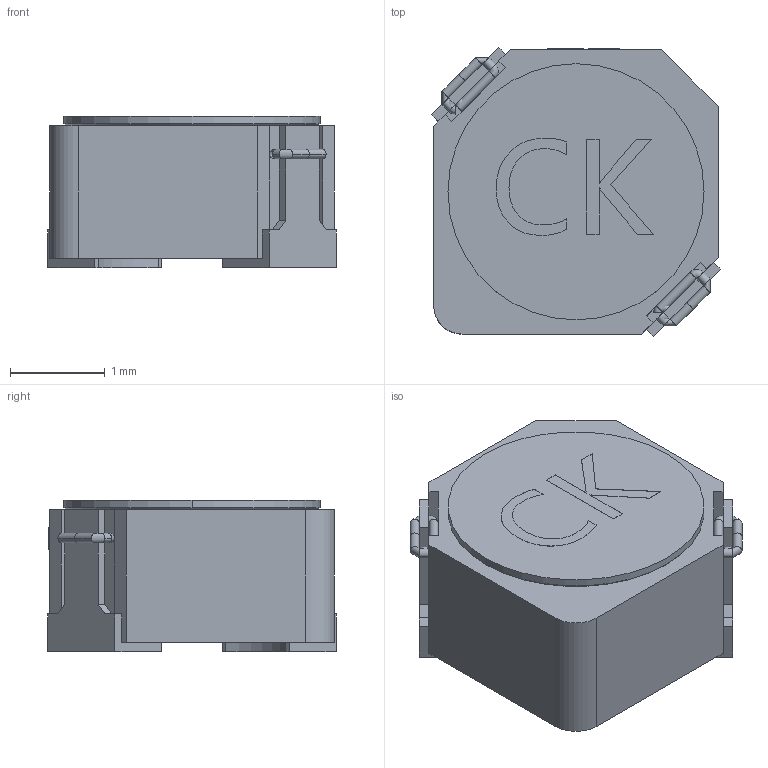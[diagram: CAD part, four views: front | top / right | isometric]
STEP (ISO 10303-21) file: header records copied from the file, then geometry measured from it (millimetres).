
FILE_DESCRIPTION (( 'STEP AP214' ), '1' );
FILE_NAME ('IND-SMD_L3.0-W3.0-H1.6_CDRH2DXX.step', '2022-07-09T00:02:27', ( '' ), ( '' ), 'SwSTEP 2.0', 'SolidWorks 2020', '' );
FILE_SCHEMA (( 'AUTOMOTIVE_DESIGN' ));
Length unit declared in the file: millimetre
Products named in the file (1): IND-SMD_L3.0-W3.0-H1.6_CDRH2DXX
Bounding box: 3.04 x 3.04 x 1.6 mm (x, y, z)
Volume: 11.8 mm3; surface area: 58.8 mm2
Topology: 6 solids, 6 shells, 402 faces, 1080 edges, 696 vertices
Faces by surface type: plane 239, bspline 122, cylinder 29, torus 10, cone 2
Entity records: 18384 total; most frequent: CARTESIAN_POINT 4761, ORIENTED_EDGE 2120, DIRECTION 1434, EDGE_CURVE 1060, VECTOR 752, LINE 752, VERTEX_POINT 696, EDGE_LOOP 432
